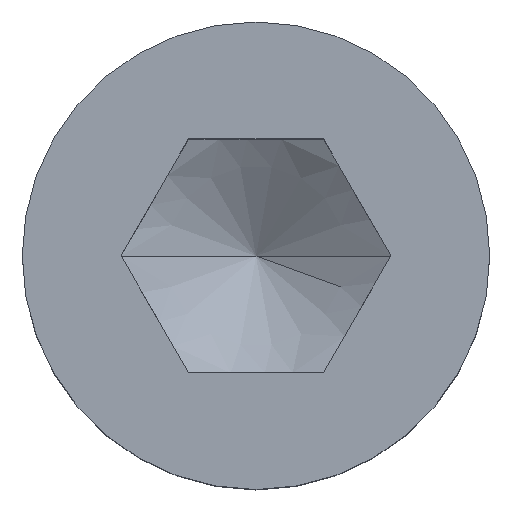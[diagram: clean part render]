
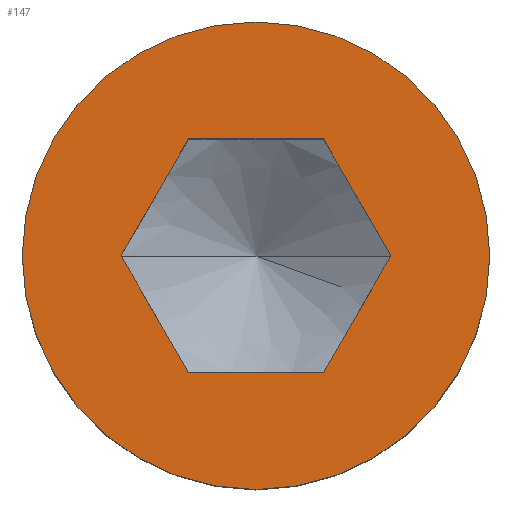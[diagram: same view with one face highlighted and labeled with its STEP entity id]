
A CAD part, top view. The second image highlights one B-rep face of the part: STEP entity #147.
In plain terms, the highlighted planar face has unit normal (0, 0, 1).
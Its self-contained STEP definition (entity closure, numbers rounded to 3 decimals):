
#147=ADVANCED_FACE('',(#362,#363),#364,.T.);
#157=VERTEX_POINT('',#376);
#165=VERTEX_POINT('',#384);
#181=VERTEX_POINT('',#404);
#191=EDGE_CURVE('',#295,#217,#414,.T.);
#193=EDGE_CURVE('',#165,#247,#416,.T.);
#199=EDGE_CURVE('',#157,#181,#422,.T.);
#211=EDGE_CURVE('',#217,#259,#435,.T.);
#217=VERTEX_POINT('',#443);
#247=VERTEX_POINT('',#478);
#255=EDGE_CURVE('',#247,#165,#486,.T.);
#259=VERTEX_POINT('',#491);
#265=EDGE_CURVE('',#259,#157,#498,.T.);
#287=EDGE_CURVE('',#323,#295,#523,.T.);
#295=VERTEX_POINT('',#531);
#311=EDGE_CURVE('',#181,#323,#550,.T.);
#323=VERTEX_POINT('',#562);
#362=FACE_OUTER_BOUND('',#604,.T.);
#363=FACE_BOUND('',#605,.T.);
#364=PLANE('',#606);
#376=CARTESIAN_POINT('',(8.083,0.0,16.0));
#384=CARTESIAN_POINT('',(14.0,0.,16.0));
#404=CARTESIAN_POINT('',(4.041,-7.0,16.0));
#414=LINE('',#678,#679);
#416=CIRCLE('',#682,14.0);
#422=LINE('',#699,#700);
#435=LINE('',#719,#720);
#443=CARTESIAN_POINT('',(-4.041,7.0,16.0));
#478=CARTESIAN_POINT('',(-14.0,0.0,16.0));
#486=CIRCLE('',#791,14.0);
#491=CARTESIAN_POINT('',(4.041,7.0,16.0));
#498=LINE('',#806,#807);
#523=LINE('',#859,#860);
#531=CARTESIAN_POINT('',(-8.083,0.0,16.0));
#550=LINE('',#893,#894);
#562=CARTESIAN_POINT('',(-4.041,-7.0,16.0));
#604=EDGE_LOOP('',(#928,#929));
#605=EDGE_LOOP('',(#930,#931,#932,#933,#934,#935));
#606=AXIS2_PLACEMENT_3D('',#936,#937,#938);
#678=CARTESIAN_POINT('',(-5.052,5.25,16.0));
#679=VECTOR('',#999,1.0);
#682=AXIS2_PLACEMENT_3D('',#1000,#1001,#1002);
#699=CARTESIAN_POINT('',(5.052,-5.25,16.0));
#700=VECTOR('',#1003,1.0);
#719=CARTESIAN_POINT('',(2.021,7.0,16.0));
#720=VECTOR('',#1017,1.0);
#791=AXIS2_PLACEMENT_3D('',#1086,#1087,#1088);
#806=CARTESIAN_POINT('',(7.073,1.75,16.0));
#807=VECTOR('',#1106,1.0);
#859=CARTESIAN_POINT('',(-7.073,-1.75,16.0));
#860=VECTOR('',#1137,1.0);
#893=CARTESIAN_POINT('',(-2.021,-7.0,16.0));
#894=VECTOR('',#1165,1.0);
#928=ORIENTED_EDGE('',*,*,#255,.T.);
#929=ORIENTED_EDGE('',*,*,#193,.T.);
#930=ORIENTED_EDGE('',*,*,#287,.T.);
#931=ORIENTED_EDGE('',*,*,#191,.T.);
#932=ORIENTED_EDGE('',*,*,#211,.T.);
#933=ORIENTED_EDGE('',*,*,#265,.T.);
#934=ORIENTED_EDGE('',*,*,#199,.T.);
#935=ORIENTED_EDGE('',*,*,#311,.T.);
#936=CARTESIAN_POINT('',(-10.043,0.,16.0));
#937=DIRECTION('',(0.0,0.0,1.0));
#938=DIRECTION('',(-1.0,0.,0.0));
#999=DIRECTION('',(0.5,0.866,0.0));
#1000=CARTESIAN_POINT('',(0.0,0.0,16.0));
#1001=DIRECTION('',(0.0,0.0,1.0));
#1002=DIRECTION('',(1.0,0.0,0.0));
#1003=DIRECTION('',(-0.5,-0.866,0.0));
#1017=DIRECTION('',(1.0,0.0,0.0));
#1086=CARTESIAN_POINT('',(0.0,0.0,16.0));
#1087=DIRECTION('',(0.0,0.0,1.0));
#1088=DIRECTION('',(1.0,0.0,0.0));
#1106=DIRECTION('',(0.5,-0.866,0.0));
#1137=DIRECTION('',(-0.5,0.866,0.0));
#1165=DIRECTION('',(-1.0,0.0,0.0));
